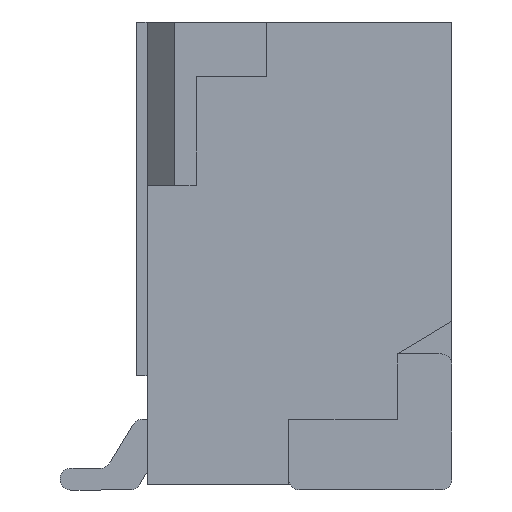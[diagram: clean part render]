
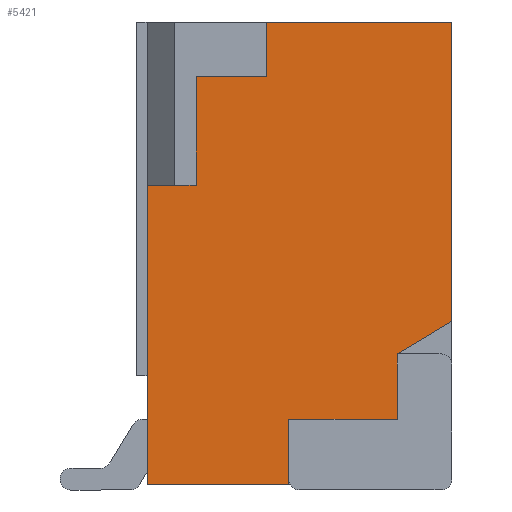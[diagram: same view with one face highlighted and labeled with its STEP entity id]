
A CAD part, left-side view. The second image highlights one B-rep face of the part: STEP entity #5421.
In plain terms, the highlighted planar face has unit normal (-1, 0, 0).
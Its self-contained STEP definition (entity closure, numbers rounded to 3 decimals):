
#5421=ADVANCED_FACE('',(#12154),#12156,.T.);
#12154=FACE_BOUND('',#12155,.T.);
#12155=EDGE_LOOP('',(#17668,#17669,#17670,#17671,#17672,#17673,#17674,#17675,#17676,
#17677,#17678,#17679));
#12156=PLANE('',#12157);
#12157=AXIS2_PLACEMENT_3D('',#12158,#12159,#12160);
#12158=CARTESIAN_POINT('',(-1.5,0.,0.));
#12159=DIRECTION('',(-1.,0.,0.));
#12160=DIRECTION('',(0.,0.,1.));
#17668=ORIENTED_EDGE('',*,*,#21289,.T.);
#17669=ORIENTED_EDGE('',*,*,#21290,.T.);
#17670=ORIENTED_EDGE('',*,*,#21291,.T.);
#17671=ORIENTED_EDGE('',*,*,#21292,.T.);
#17672=ORIENTED_EDGE('',*,*,#21293,.T.);
#17673=ORIENTED_EDGE('',*,*,#21114,.T.);
#17674=ORIENTED_EDGE('',*,*,#21288,.T.);
#17675=ORIENTED_EDGE('',*,*,#21294,.T.);
#17676=ORIENTED_EDGE('',*,*,#21295,.T.);
#17677=ORIENTED_EDGE('',*,*,#21296,.T.);
#17678=ORIENTED_EDGE('',*,*,#21264,.T.);
#17679=ORIENTED_EDGE('',*,*,#21297,.T.);
#21114=EDGE_CURVE('',#24758,#24756,#24759,.T.);
#21264=EDGE_CURVE('',#25057,#25055,#25058,.T.);
#21288=EDGE_CURVE('',#24756,#25095,#25097,.F.);
#21289=EDGE_CURVE('',#25098,#25099,#25100,.F.);
#21290=EDGE_CURVE('',#25099,#25101,#25102,.F.);
#21291=EDGE_CURVE('',#25101,#25103,#25104,.F.);
#21292=EDGE_CURVE('',#25103,#25105,#25106,.F.);
#21293=EDGE_CURVE('',#25105,#24758,#25107,.T.);
#21294=EDGE_CURVE('',#25095,#25108,#25109,.F.);
#21295=EDGE_CURVE('',#25108,#25110,#25111,.F.);
#21296=EDGE_CURVE('',#25110,#25057,#25112,.F.);
#21297=EDGE_CURVE('',#25055,#25098,#25113,.T.);
#24756=VERTEX_POINT('',#32500);
#24758=VERTEX_POINT('',#32504);
#24759=LINE('',#32505,#32506);
#25055=VERTEX_POINT('',#33099);
#25057=VERTEX_POINT('',#33103);
#25058=LINE('',#33104,#33105);
#25095=VERTEX_POINT('',#33187);
#25097=LINE('',#33191,#33192);
#25098=VERTEX_POINT('',#33194);
#25099=VERTEX_POINT('',#33195);
#25100=LINE('',#33196,#33197);
#25101=VERTEX_POINT('',#33199);
#25102=LINE('',#33200,#33201);
#25103=VERTEX_POINT('',#33203);
#25104=LINE('',#33204,#33205);
#25105=VERTEX_POINT('',#33207);
#25106=LINE('',#33208,#33209);
#25107=LINE('',#33211,#33212);
#25108=VERTEX_POINT('',#33214);
#25109=LINE('',#33215,#33216);
#25110=VERTEX_POINT('',#33218);
#25111=LINE('',#33219,#33220);
#25112=LINE('',#33222,#33223);
#25113=LINE('',#33225,#33226);
#32500=CARTESIAN_POINT('',(-1.5,-1.2,4.25));
#32504=CARTESIAN_POINT('',(-1.5,-2.9,4.25));
#32505=CARTESIAN_POINT('',(-1.5,-2.9,4.25));
#32506=VECTOR('',#32507,1.);
#32507=DIRECTION('',(0.,1.,0.));
#33099=CARTESIAN_POINT('',(-1.5,-0.1,0.));
#33103=CARTESIAN_POINT('',(-1.5,-0.1,2.75));
#33104=CARTESIAN_POINT('',(-1.5,-0.1,2.75));
#33105=VECTOR('',#33106,1.);
#33106=DIRECTION('',(0.,0.,-1.));
#33187=CARTESIAN_POINT('',(-1.5,-1.2,3.75));
#33191=CARTESIAN_POINT('',(-1.5,-1.2,3.75));
#33192=VECTOR('',#33193,1.);
#33193=DIRECTION('',(0.,0.,1.));
#33194=CARTESIAN_POINT('',(-1.5,-1.4,0.));
#33195=CARTESIAN_POINT('',(-1.5,-1.4,0.6));
#33196=CARTESIAN_POINT('',(-1.5,-1.4,0.6));
#33197=VECTOR('',#33198,1.);
#33198=DIRECTION('',(0.,0.,-1.));
#33199=CARTESIAN_POINT('',(-1.5,-2.4,0.6));
#33200=CARTESIAN_POINT('',(-1.5,-2.4,0.6));
#33201=VECTOR('',#33202,1.);
#33202=DIRECTION('',(0.,1.,0.));
#33203=CARTESIAN_POINT('',(-1.5,-2.4,1.2));
#33204=CARTESIAN_POINT('',(-1.5,-2.4,1.2));
#33205=VECTOR('',#33206,1.);
#33206=DIRECTION('',(0.,0.,-1.));
#33207=CARTESIAN_POINT('',(-1.5,-2.9,1.5));
#33208=CARTESIAN_POINT('',(-1.5,-2.9,1.5));
#33209=VECTOR('',#33210,1.);
#33210=DIRECTION('',(0.,0.857,-0.514));
#33211=CARTESIAN_POINT('',(-1.5,-2.9,1.5));
#33212=VECTOR('',#33213,1.);
#33213=DIRECTION('',(0.,0.,1.));
#33214=CARTESIAN_POINT('',(-1.5,-0.55,3.75));
#33215=CARTESIAN_POINT('',(-1.5,-0.55,3.75));
#33216=VECTOR('',#33217,1.);
#33217=DIRECTION('',(0.,-1.,0.));
#33218=CARTESIAN_POINT('',(-1.5,-0.55,2.75));
#33219=CARTESIAN_POINT('',(-1.5,-0.55,2.75));
#33220=VECTOR('',#33221,1.);
#33221=DIRECTION('',(0.,0.,1.));
#33222=CARTESIAN_POINT('',(-1.5,-0.1,2.75));
#33223=VECTOR('',#33224,1.);
#33224=DIRECTION('',(0.,-1.,0.));
#33225=CARTESIAN_POINT('',(-1.5,-0.1,0.));
#33226=VECTOR('',#33227,1.);
#33227=DIRECTION('',(0.,-1.,0.));
